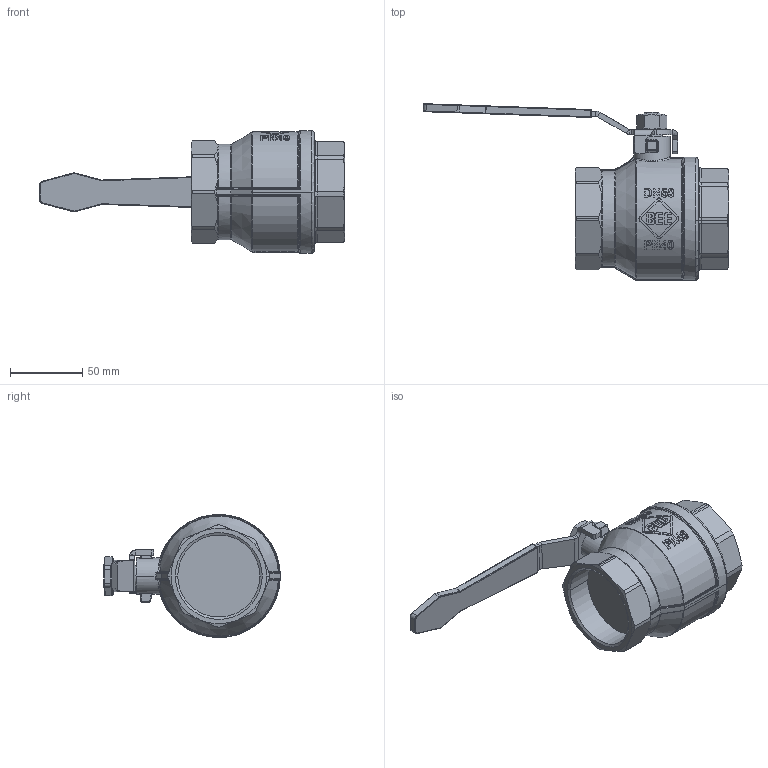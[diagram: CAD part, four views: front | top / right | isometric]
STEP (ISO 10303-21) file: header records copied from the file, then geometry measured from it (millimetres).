
FILE_DESCRIPTION(('STEP AP214'),'1');
FILE_NAME('valve_990-2.stp','2018-01-16T10:46:03',('TraceParts'),('TraceParts S.A.'),'Spatial InterOp 3D',' ',' ');
FILE_SCHEMA(('automotive_design'));
Length unit declared in the file: millimetre
Products named in the file (1): Volumenkörper2
Bounding box: 210.9 x 122 x 85 mm (x, y, z)
Volume: 411073 mm3; surface area: 53768.7 mm2
Topology: 1 solids, 1 shells, 1237 faces, 3239 edges, 2048 vertices
Faces by surface type: plane 459, bspline 366, cylinder 278, torus 61, cone 51, sphere 22
Entity records: 59699 total; most frequent: CARTESIAN_POINT 21737, ORIENTED_EDGE 6402, DIRECTION 4922, EDGE_CURVE 3201, VERTEX_POINT 2048, AXIS2_PLACEMENT_3D 1706, LINE 1510, VECTOR 1510
